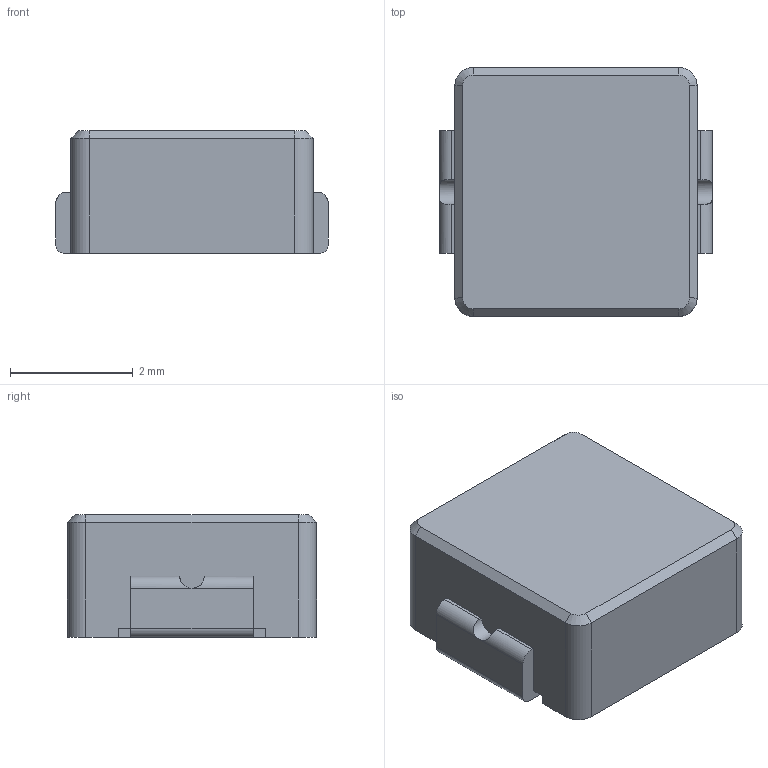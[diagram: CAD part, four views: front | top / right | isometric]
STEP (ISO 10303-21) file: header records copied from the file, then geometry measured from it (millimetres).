
FILE_DESCRIPTION(/* description */ (''),/* implementation_level */ '2;1');
FILE_NAME(/* name */ 'Bourns SRP4020T.step',/* time_stamp */ '2026-02-21T10:40:21Z',/* author */ (''),/* organization */ (''),/* preprocessor_version */ 'ST-DEVELOPER v20.1',/* originating_system */ 'Autodesk Translation Framework v14.24.0.0',/* authorisation */ '');
FILE_SCHEMA (('AUTOMOTIVE_DESIGN { 1 0 10303 214 3 1 1 }'));
Length unit declared in the file: millimetre
Products named in the file (1): Bourns SRP4020T
Bounding box: 4.45 x 4.06 x 2 mm (x, y, z)
Volume: 32.5 mm3; surface area: 66.2 mm2
Topology: 1 solids, 1 shells, 48 faces, 128 edges, 82 vertices
Faces by surface type: plane 32, cylinder 12, cone 4
Entity records: 1599 total; most frequent: CARTESIAN_POINT 319, ORIENTED_EDGE 256, DIRECTION 244, EDGE_CURVE 128, LINE 102, VECTOR 102, VERTEX_POINT 82, AXIS2_PLACEMENT_3D 71
